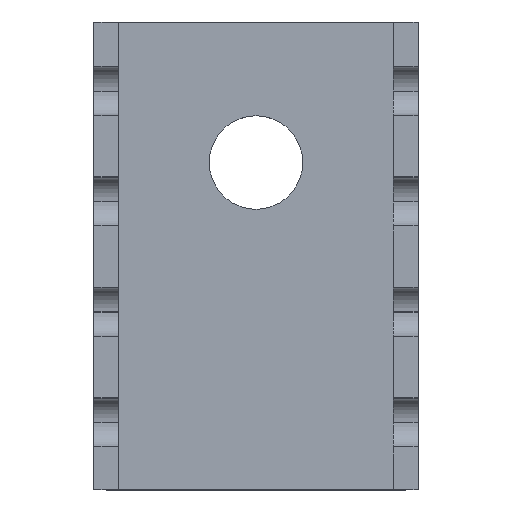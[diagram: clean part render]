
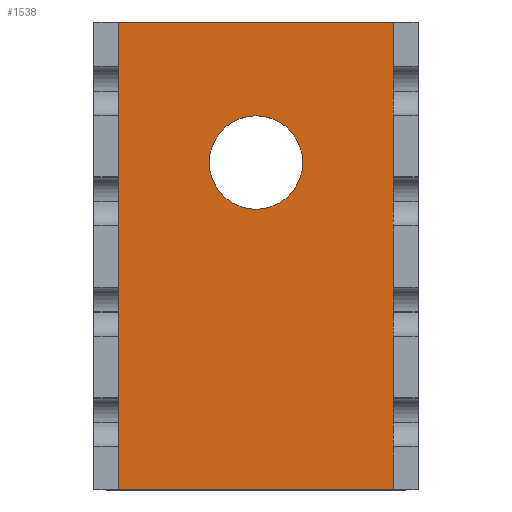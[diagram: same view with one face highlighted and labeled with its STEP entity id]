
A CAD part, top view. The second image highlights one B-rep face of the part: STEP entity #1538.
In plain terms, the highlighted planar face has unit normal (0, 0, 1).
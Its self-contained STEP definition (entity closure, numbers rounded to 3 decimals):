
#305 = VERTEX_POINT('',#306);
#306 = CARTESIAN_POINT('',(-5.61,5.71,1.));
#312 = EDGE_CURVE('',#305,#313,#315,.T.);
#313 = VERTEX_POINT('',#314);
#314 = CARTESIAN_POINT('',(5.6,5.71,1.));
#315 = LINE('',#316,#317);
#316 = CARTESIAN_POINT('',(-5.61,5.71,1.));
#317 = VECTOR('',#318,1.);
#318 = DIRECTION('',(1.,0.,0.));
#427 = VERTEX_POINT('',#428);
#428 = CARTESIAN_POINT('',(-5.61,-13.34,1.));
#434 = EDGE_CURVE('',#427,#435,#437,.T.);
#435 = VERTEX_POINT('',#436);
#436 = CARTESIAN_POINT('',(5.6,-13.34,1.));
#437 = LINE('',#438,#439);
#438 = CARTESIAN_POINT('',(-5.61,-13.34,1.));
#439 = VECTOR('',#440,1.);
#440 = DIRECTION('',(1.,0.,0.));
#1336 = EDGE_CURVE('',#435,#313,#1337,.T.);
#1337 = LINE('',#1338,#1339);
#1338 = CARTESIAN_POINT('',(5.6,-13.34,1.));
#1339 = VECTOR('',#1340,1.);
#1340 = DIRECTION('',(0.,1.,0.));
#1538 = ADVANCED_FACE('',(#1539,#1550),#1561,.T.);
#1539 = FACE_BOUND('',#1540,.T.);
#1540 = EDGE_LOOP('',(#1541,#1547,#1548,#1549));
#1541 = ORIENTED_EDGE('',*,*,#1542,.F.);
#1542 = EDGE_CURVE('',#427,#305,#1543,.T.);
#1543 = LINE('',#1544,#1545);
#1544 = CARTESIAN_POINT('',(-5.61,-13.34,1.));
#1545 = VECTOR('',#1546,1.);
#1546 = DIRECTION('',(0.,1.,0.));
#1547 = ORIENTED_EDGE('',*,*,#434,.T.);
#1548 = ORIENTED_EDGE('',*,*,#1336,.T.);
#1549 = ORIENTED_EDGE('',*,*,#312,.F.);
#1550 = FACE_BOUND('',#1551,.T.);
#1551 = EDGE_LOOP('',(#1552));
#1552 = ORIENTED_EDGE('',*,*,#1553,.F.);
#1553 = EDGE_CURVE('',#1554,#1554,#1556,.T.);
#1554 = VERTEX_POINT('',#1555);
#1555 = CARTESIAN_POINT('',(1.905,0.,1.));
#1556 = CIRCLE('',#1557,1.905);
#1557 = AXIS2_PLACEMENT_3D('',#1558,#1559,#1560);
#1558 = CARTESIAN_POINT('',(0.,0.,1.));
#1559 = DIRECTION('',(0.,0.,1.));
#1560 = DIRECTION('',(1.,0.,0.));
#1561 = PLANE('',#1562);
#1562 = AXIS2_PLACEMENT_3D('',#1563,#1564,#1565);
#1563 = CARTESIAN_POINT('',(-5.61,-13.34,1.));
#1564 = DIRECTION('',(0.,0.,1.));
#1565 = DIRECTION('',(1.,0.,0.));
